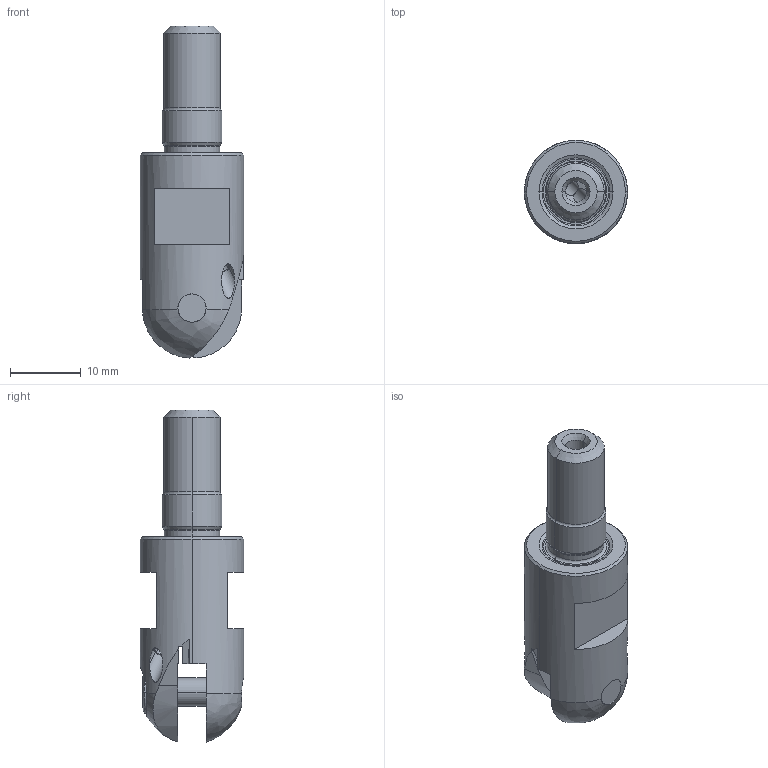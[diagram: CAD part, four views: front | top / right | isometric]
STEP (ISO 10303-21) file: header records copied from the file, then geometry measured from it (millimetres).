
FILE_DESCRIPTION(/* description */ (''),/* implementation_level */ '2;1');
FILE_NAME(/* name */ 'SRFHU10AM0830.stp',/* time_stamp */ '2017-12-21T10:02:09+09:00',/* author */ (''),/* organization */ (''),/* preprocessor_version */ 'ST-DEVELOPER v16',/* originating_system */ 'SIEMENS PLM Software NX 10.0',/* authorisation */ '');
FILE_SCHEMA (('AUTOMOTIVE_DESIGN { 1 0 10303 214 3 1 1 1 }'));
Length unit declared in the file: millimetre
Products named in the file (1): SRFHU10AM0830_ASM
Bounding box: 14.63 x 14.63 x 47.09 mm (x, y, z)
Volume: 4238.5 mm3; surface area: 2907.8 mm2
Topology: 2 solids, 2 shells, 112 faces, 280 edges, 178 vertices
Faces by surface type: cylinder 48, plane 32, cone 20, torus 8, bspline 4
Entity records: 4047 total; most frequent: CARTESIAN_POINT 1216, DIRECTION 614, ORIENTED_EDGE 560, EDGE_CURVE 280, AXIS2_PLACEMENT_3D 254, VERTEX_POINT 178, CIRCLE 129, EDGE_LOOP 126
